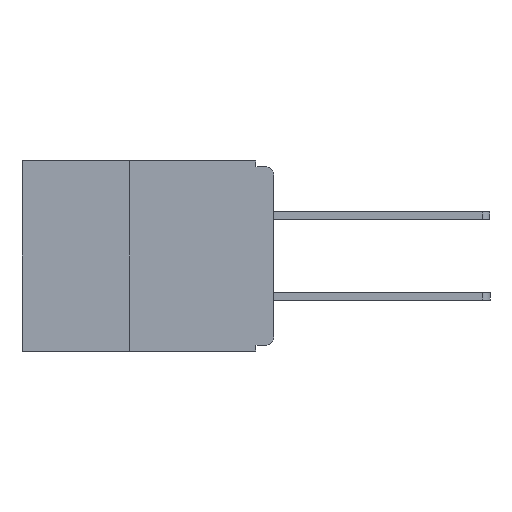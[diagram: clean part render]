
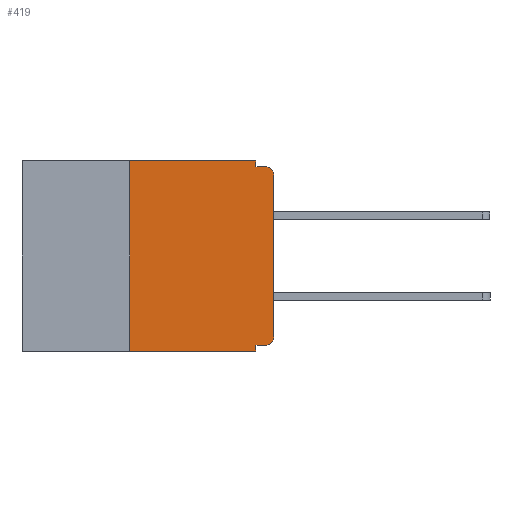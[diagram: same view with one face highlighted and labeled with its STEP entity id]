
A CAD part, left-side view. The second image highlights one B-rep face of the part: STEP entity #419.
In plain terms, the highlighted planar face has unit normal (-1, 0, 0).
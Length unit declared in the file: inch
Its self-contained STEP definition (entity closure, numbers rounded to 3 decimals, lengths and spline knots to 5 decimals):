
#256 = EDGE_CURVE ( 'NONE', #8284, #25046, #23047, .T. ) ;
#376 = VECTOR ( 'NONE', #1516, 39.37008 ) ;
#385 = VERTEX_POINT ( 'NONE', #16754 ) ;
#419 = ADVANCED_FACE ( 'NONE', ( #5487 ), #12528, .F. ) ;
#856 = LINE ( 'NONE', #25583, #13792 ) ;
#1451 = ORIENTED_EDGE ( 'NONE', *, *, #2888, .F. ) ;
#1516 = DIRECTION ( 'NONE',  ( 0., -1., 0. ) ) ;
#1627 = EDGE_CURVE ( 'NONE', #13680, #24423, #23396, .T. ) ;
#1908 = ORIENTED_EDGE ( 'NONE', *, *, #11854, .F. ) ;
#2611 = DIRECTION ( 'NONE',  ( 0., 1., 0. ) ) ;
#2888 = EDGE_CURVE ( 'NONE', #13680, #18067, #21370, .T. ) ;
#3110 = VECTOR ( 'NONE', #32307, 39.37008 ) ;
#3349 = CARTESIAN_POINT ( 'NONE',  ( 0., 0.031, 0. ) ) ;
#3672 = VECTOR ( 'NONE', #21229, 39.37008 ) ;
#4030 = EDGE_CURVE ( 'NONE', #29228, #25046, #27391, .T. ) ;
#4368 = EDGE_CURVE ( 'NONE', #24423, #8284, #19412, .T. ) ;
#4417 = DIRECTION ( 'NONE',  ( -1., 0., 0. ) ) ;
#4613 = DIRECTION ( 'NONE',  ( 0., 0., -1. ) ) ;
#4690 = DIRECTION ( 'NONE',  ( -1., 0., 0. ) ) ;
#4783 = CARTESIAN_POINT ( 'NONE',  ( 0., 0.015, -0.01 ) ) ;
#4911 = LINE ( 'NONE', #6840, #16931 ) ;
#5110 = ORIENTED_EDGE ( 'NONE', *, *, #4030, .F. ) ;
#5213 = CARTESIAN_POINT ( 'NONE',  ( 0., 0.015, -0.305 ) ) ;
#5391 = DIRECTION ( 'NONE',  ( 1., 0., 0. ) ) ;
#5487 = FACE_OUTER_BOUND ( 'NONE', #8246, .T. ) ;
#5798 = EDGE_CURVE ( 'NONE', #18067, #21544, #4911, .T. ) ;
#6114 = CARTESIAN_POINT ( 'NONE',  ( 0., 0.031, -0.01 ) ) ;
#6840 = CARTESIAN_POINT ( 'NONE',  ( 0., 0.031, -0.33 ) ) ;
#7001 = DIRECTION ( 'NONE',  ( 0., 0., -1. ) ) ;
#7030 = VECTOR ( 'NONE', #2611, 39.37008 ) ;
#7376 = CARTESIAN_POINT ( 'NONE',  ( 0., 0., -0.01 ) ) ;
#7392 = CARTESIAN_POINT ( 'NONE',  ( 0., 0.015, -0.025 ) ) ;
#7728 = CARTESIAN_POINT ( 'NONE',  ( 0., 0.25, -0.33 ) ) ;
#8169 = EDGE_CURVE ( 'NONE', #25029, #29228, #21596, .T. ) ;
#8246 = EDGE_LOOP ( 'NONE', ( #17528, #20363, #5110, #11978, #1908, #14957, #27225, #11540, #1451, #30191 ) ) ;
#8284 = VERTEX_POINT ( 'NONE', #21716 ) ;
#8748 = EDGE_CURVE ( 'NONE', #8909, #385, #23502, .T. ) ;
#8909 = VERTEX_POINT ( 'NONE', #18515 ) ;
#10511 = DIRECTION ( 'NONE',  ( 0., -1., 0. ) ) ;
#11540 = ORIENTED_EDGE ( 'NONE', *, *, #5798, .F. ) ;
#11854 = EDGE_CURVE ( 'NONE', #385, #25029, #856, .T. ) ;
#11978 = ORIENTED_EDGE ( 'NONE', *, *, #8169, .F. ) ;
#12496 = CARTESIAN_POINT ( 'NONE',  ( 0., 0.015, -0.32 ) ) ;
#12528 = PLANE ( 'NONE',  #15203 ) ;
#12650 = VECTOR ( 'NONE', #22702, 39.37008 ) ;
#13680 = VERTEX_POINT ( 'NONE', #12496 ) ;
#13792 = VECTOR ( 'NONE', #10511, 39.37008 ) ;
#14957 = ORIENTED_EDGE ( 'NONE', *, *, #8748, .F. ) ;
#14976 = CARTESIAN_POINT ( 'NONE',  ( 0., 0., -0.305 ) ) ;
#15023 = AXIS2_PLACEMENT_3D ( 'NONE', #5213, #4690, #4613 ) ;
#15203 = AXIS2_PLACEMENT_3D ( 'NONE', #31955, #5391, #7001 ) ;
#16228 = DIRECTION ( 'NONE',  ( 0., 0., -1. ) ) ;
#16754 = CARTESIAN_POINT ( 'NONE',  ( 0., 0.25, 0. ) ) ;
#16931 = VECTOR ( 'NONE', #17071, 39.37008 ) ;
#17071 = DIRECTION ( 'NONE',  ( 0., 0., -1. ) ) ;
#17528 = ORIENTED_EDGE ( 'NONE', *, *, #4368, .T. ) ;
#17757 = CARTESIAN_POINT ( 'NONE',  ( 0., 0., -0.32 ) ) ;
#18067 = VERTEX_POINT ( 'NONE', #30736 ) ;
#18311 = CARTESIAN_POINT ( 'NONE',  ( 0., 0.031, -0.33 ) ) ;
#18515 = CARTESIAN_POINT ( 'NONE',  ( 0., 0.25, -0.33 ) ) ;
#19313 = AXIS2_PLACEMENT_3D ( 'NONE', #7392, #4417, #28168 ) ;
#19412 = LINE ( 'NONE', #22854, #12650 ) ;
#20363 = ORIENTED_EDGE ( 'NONE', *, *, #256, .T. ) ;
#21229 = DIRECTION ( 'NONE',  ( 0., -1., 0. ) ) ;
#21329 = CARTESIAN_POINT ( 'NONE',  ( 0., 0.437, -0.33 ) ) ;
#21370 = LINE ( 'NONE', #17757, #7030 ) ;
#21544 = VERTEX_POINT ( 'NONE', #18311 ) ;
#21596 = LINE ( 'NONE', #3349, #26555 ) ;
#21716 = CARTESIAN_POINT ( 'NONE',  ( 0., 0., -0.025 ) ) ;
#22702 = DIRECTION ( 'NONE',  ( 0., 0., 1. ) ) ;
#22854 = CARTESIAN_POINT ( 'NONE',  ( 0., 0., 0. ) ) ;
#22863 = EDGE_CURVE ( 'NONE', #8909, #21544, #30387, .T. ) ;
#23047 = CIRCLE ( 'NONE', #19313, 0.015 ) ;
#23396 = CIRCLE ( 'NONE', #15023, 0.015 ) ;
#23502 = LINE ( 'NONE', #7728, #3110 ) ;
#24423 = VERTEX_POINT ( 'NONE', #14976 ) ;
#25029 = VERTEX_POINT ( 'NONE', #25093 ) ;
#25046 = VERTEX_POINT ( 'NONE', #4783 ) ;
#25093 = CARTESIAN_POINT ( 'NONE',  ( 0., 0.031, 0. ) ) ;
#25583 = CARTESIAN_POINT ( 'NONE',  ( 0., 0.437, 0. ) ) ;
#26555 = VECTOR ( 'NONE', #16228, 39.37008 ) ;
#27225 = ORIENTED_EDGE ( 'NONE', *, *, #22863, .T. ) ;
#27391 = LINE ( 'NONE', #7376, #376 ) ;
#28168 = DIRECTION ( 'NONE',  ( 0., 0., -1. ) ) ;
#29228 = VERTEX_POINT ( 'NONE', #6114 ) ;
#30191 = ORIENTED_EDGE ( 'NONE', *, *, #1627, .T. ) ;
#30387 = LINE ( 'NONE', #21329, #3672 ) ;
#30736 = CARTESIAN_POINT ( 'NONE',  ( 0., 0.031, -0.32 ) ) ;
#31955 = CARTESIAN_POINT ( 'NONE',  ( 0., 0.437, 0. ) ) ;
#32307 = DIRECTION ( 'NONE',  ( 0., 0., 1. ) ) ;
